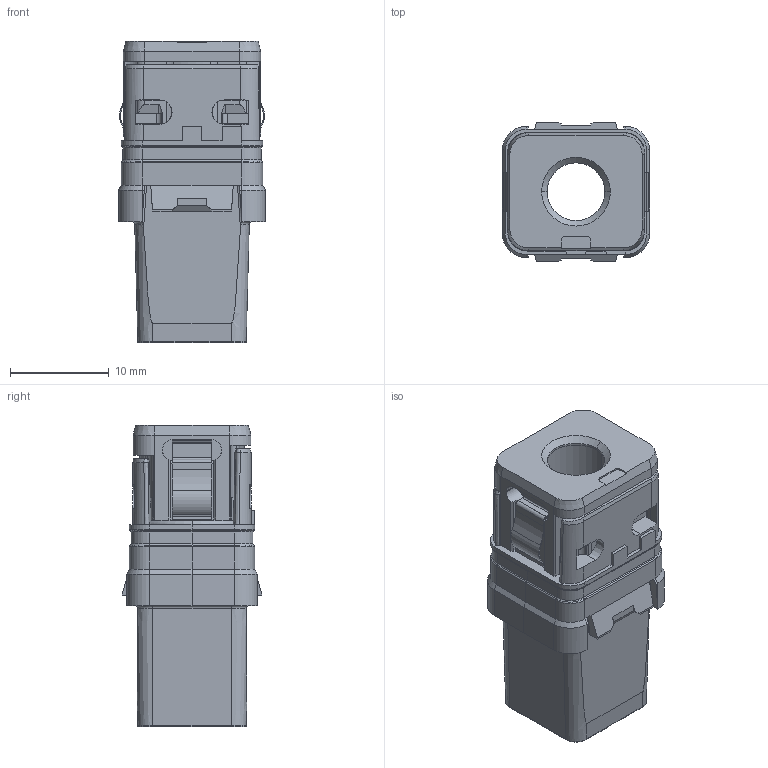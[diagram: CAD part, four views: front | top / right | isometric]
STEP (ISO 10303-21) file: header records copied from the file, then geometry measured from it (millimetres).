
FILE_DESCRIPTION((''),'2;1');
FILE_NAME('3350_9863_001_SW0001','2022-02-03T',('fraiture'),(''),'CREO PARAMETRIC BY PTC INC, 2018360','CREO PARAMETRIC BY PTC INC, 2018360','');
FILE_SCHEMA(('CONFIG_CONTROL_DESIGN'));
Length unit declared in the file: millimetre
Products named in the file (1): 3350_9863_001_SW0001
Bounding box: 15 x 14.15 x 30.56 mm (x, y, z)
Volume: 2819.8 mm3; surface area: 4090.5 mm2
Topology: 1 solids, 1 shells, 922 faces, 2791 edges, 1794 vertices
Faces by surface type: plane 458, cylinder 164, bspline 150, cone 98, torus 52
Entity records: 41961 total; most frequent: CARTESIAN_POINT 18721, ORIENTED_EDGE 5582, DIRECTION 3962, EDGE_CURVE 2791, VERTEX_POINT 1794, AXIS2_PLACEMENT_3D 1382, VECTOR 1198, LINE 1198
